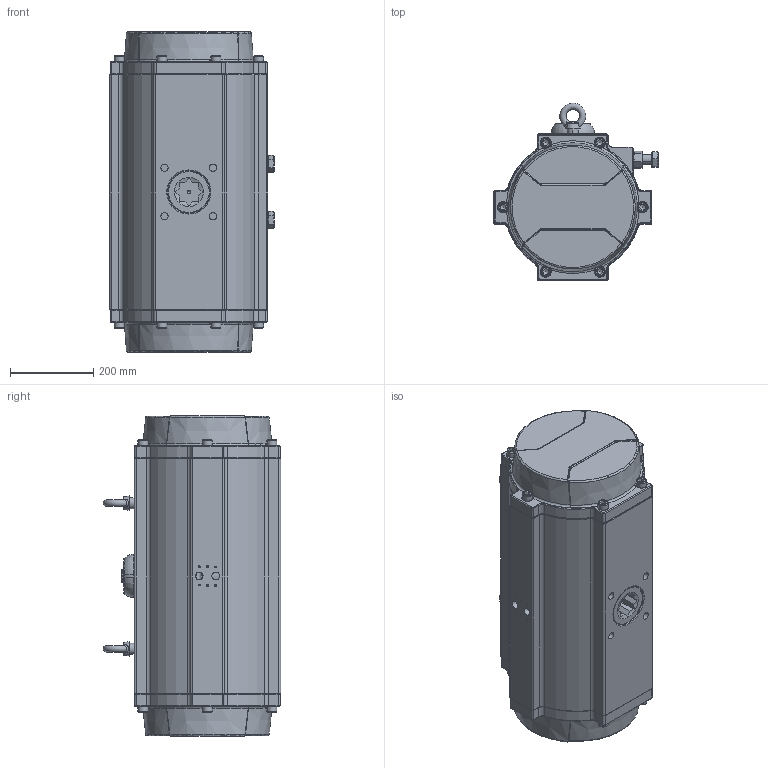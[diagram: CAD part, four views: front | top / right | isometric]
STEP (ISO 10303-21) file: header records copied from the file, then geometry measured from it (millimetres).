
FILE_DESCRIPTION(/* description */ (''),/* implementation_level */ '2;1');
FILE_NAME(/* name */ 'GTEA300-F16',/* time_stamp */ '2024-12-10T16:23:54+08:00',/* author */ ('Xiaofan.Zhang'),/* organization */ ('Rotork'),/* preprocessor_version */ 'ST-DEVELOPER v18.102',/* originating_system */ 'Solid Edge',/* authorisation */ 'Unknown');
FILE_SCHEMA (('AUTOMOTIVE_DESIGN {1 0 10303 214 3 1 1}'));
Length unit declared in the file: millimetre
Products named in the file (1): GTEA300-F16
Bounding box: 394.22 x 426.44 x 771 mm (x, y, z)
Surface area: 1334074.9 mm2 (no closed solid volume)
Topology: 0 solids, 53 shells, 929 faces, 2574 edges, 1654 vertices
Faces by surface type: plane 337, cylinder 198, torus 161, bspline 116, cone 115, sphere 2
Full cylindrical faces by diameter (mm): 4.2 x4, 5 x5, 12 x1, 17.5 x4, 19 x2, 24 x12, 44 x2, 68 x1, 80 x1, 102 x1
Entity records: 35116 total; most frequent: CARTESIAN_POINT 12885, DIRECTION 4411, ORIENTED_EDGE 4242, EDGE_CURVE 2433, AXIS2_PLACEMENT_3D 1785, VERTEX_POINT 1628, FACE_BOUND 1103, EDGE_LOOP 1079
